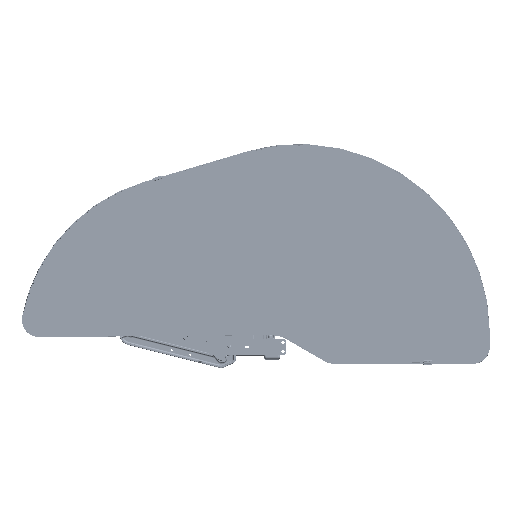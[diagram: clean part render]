
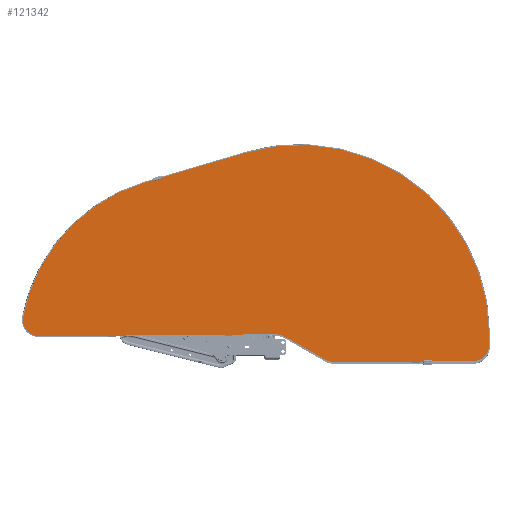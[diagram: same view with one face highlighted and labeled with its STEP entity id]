
A CAD part, top view. The second image highlights one B-rep face of the part: STEP entity #121342.
In plain terms, the highlighted face is planar.
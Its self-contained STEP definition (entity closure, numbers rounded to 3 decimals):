
#1858 = CIRCLE ( 'NONE', #78907, 45. ) ;
#2806 = AXIS2_PLACEMENT_3D ( 'NONE', #40955, #130034, #4273 ) ;
#3457 = ORIENTED_EDGE ( 'NONE', *, *, #163203, .F. ) ;
#3845 = ORIENTED_EDGE ( 'NONE', *, *, #28917, .F. ) ;
#4273 = DIRECTION ( 'NONE',  ( 0., 1., 0. ) ) ;
#6029 = CARTESIAN_POINT ( 'NONE',  ( 452.369, 183.924, -16. ) ) ;
#6163 = ORIENTED_EDGE ( 'NONE', *, *, #31563, .F. ) ;
#6414 = CARTESIAN_POINT ( 'NONE',  ( 694.95, 183.924, -16. ) ) ;
#6506 = LINE ( 'NONE', #102221, #22488 ) ;
#10511 = EDGE_CURVE ( 'NONE', #118412, #65677, #158490, .T. ) ;
#11446 = CARTESIAN_POINT ( 'NONE',  ( 723.95, 154.924, -16. ) ) ;
#13599 = ORIENTED_EDGE ( 'NONE', *, *, #73808, .F. ) ;
#13666 = VERTEX_POINT ( 'NONE', #116043 ) ;
#18737 = CARTESIAN_POINT ( 'NONE',  ( -106.32, 98.282, -16. ) ) ;
#22488 = VECTOR ( 'NONE', #50936, 1000. ) ;
#22747 = DIRECTION ( 'NONE',  ( 0., 0., 1. ) ) ;
#22941 = CARTESIAN_POINT ( 'NONE',  ( 308.347, 132.424, -16. ) ) ;
#23108 = ORIENTED_EDGE ( 'NONE', *, *, #128875, .F. ) ;
#24043 = CARTESIAN_POINT ( 'NONE',  ( -77.874, 103.924, -16. ) ) ;
#25372 = VECTOR ( 'NONE', #110353, 1000. ) ;
#28917 = EDGE_CURVE ( 'NONE', #163882, #81382, #159676, .T. ) ;
#30229 = VECTOR ( 'NONE', #100868, 1000. ) ;
#30734 = EDGE_LOOP ( 'NONE', ( #3457, #46059, #54924, #6163, #156607, #82698, #107077, #119420, #3845, #13599, #23108 ) ) ;
#31563 = EDGE_CURVE ( 'NONE', #94207, #56361, #1858, .T. ) ;
#34231 = CIRCLE ( 'NONE', #98755, 310. ) ;
#40673 = DIRECTION ( 'NONE',  ( 0., 1., 0. ) ) ;
#40955 = CARTESIAN_POINT ( 'NONE',  ( 340.292, 177.924, -16. ) ) ;
#44345 = CARTESIAN_POINT ( 'NONE',  ( 723.95, 133.579, -16. ) ) ;
#44611 = CIRCLE ( 'NONE', #163548, 29. ) ;
#45792 = CIRCLE ( 'NONE', #72037, 29. ) ;
#46059 = ORIENTED_EDGE ( 'NONE', *, *, #117658, .F. ) ;
#47245 = LINE ( 'NONE', #110891, #25372 ) ;
#49893 = CARTESIAN_POINT ( 'NONE',  ( 112.545, -139.469, -16. ) ) ;
#50936 = DIRECTION ( 'NONE',  ( -1., 0., 0. ) ) ;
#54322 = DIRECTION ( 'NONE',  ( 1., 0., 0. ) ) ;
#54583 = VERTEX_POINT ( 'NONE', #18737 ) ;
#54924 = ORIENTED_EDGE ( 'NONE', *, *, #164778, .F. ) ;
#56361 = VERTEX_POINT ( 'NONE', #64148 ) ;
#58801 = CARTESIAN_POINT ( 'NONE',  ( 386.198, 133.579, -16. ) ) ;
#60502 = DIRECTION ( 'NONE',  ( 0., 0., 1. ) ) ;
#62757 = AXIS2_PLACEMENT_3D ( 'NONE', #22941, #151424, #138075 ) ;
#64148 = CARTESIAN_POINT ( 'NONE',  ( 429.775, 177.841, -16. ) ) ;
#65298 = DIRECTION ( 'NONE',  ( 0., 1., 0. ) ) ;
#65677 = VERTEX_POINT ( 'NONE', #11446 ) ;
#66578 = DIRECTION ( 'NONE',  ( 0., 0., 1. ) ) ;
#67822 = VECTOR ( 'NONE', #88349, 1000. ) ;
#71811 = LINE ( 'NONE', #126249, #67822 ) ;
#72037 = AXIS2_PLACEMENT_3D ( 'NONE', #142747, #66578, #54322 ) ;
#72791 = FACE_OUTER_BOUND ( 'NONE', #30734, .T. ) ;
#73022 = PLANE ( 'NONE',  #62757 ) ;
#73808 = EDGE_CURVE ( 'NONE', #54583, #163882, #34231, .T. ) ;
#78907 = AXIS2_PLACEMENT_3D ( 'NONE', #117501, #105259, #40673 ) ;
#81382 = VERTEX_POINT ( 'NONE', #93788 ) ;
#82698 = ORIENTED_EDGE ( 'NONE', *, *, #117678, .F. ) ;
#86631 = AXIS2_PLACEMENT_3D ( 'NONE', #58801, #60502, #149444 ) ;
#88349 = DIRECTION ( 'NONE',  ( -0.865, -0.502, 0. ) ) ;
#88410 = CARTESIAN_POINT ( 'NONE',  ( -77.874, 132.924, -16. ) ) ;
#90894 = VERTEX_POINT ( 'NONE', #116657 ) ;
#93788 = CARTESIAN_POINT ( 'NONE',  ( 293.357, -191.162, -16. ) ) ;
#94207 = VERTEX_POINT ( 'NONE', #6029 ) ;
#94556 = CIRCLE ( 'NONE', #86631, 337.752 ) ;
#98755 = AXIS2_PLACEMENT_3D ( 'NONE', #112365, #22747, #124574 ) ;
#99803 = DIRECTION ( 'NONE',  ( 0., 1., 0. ) ) ;
#100868 = DIRECTION ( 'NONE',  ( 0.961, -0.275, 0. ) ) ;
#101596 = CIRCLE ( 'NONE', #2806, 45. ) ;
#102221 = CARTESIAN_POINT ( 'NONE',  ( 340.292, 132.924, -16. ) ) ;
#105259 = DIRECTION ( 'NONE',  ( 0., 0., 1. ) ) ;
#107077 = ORIENTED_EDGE ( 'NONE', *, *, #10511, .F. ) ;
#110353 = DIRECTION ( 'NONE',  ( -1., 0., 0. ) ) ;
#110891 = CARTESIAN_POINT ( 'NONE',  ( 694.95, 183.924, -16. ) ) ;
#112365 = CARTESIAN_POINT ( 'NONE',  ( 197.758, 158.589, -16. ) ) ;
#116043 = CARTESIAN_POINT ( 'NONE',  ( 362.886, 139.007, -16. ) ) ;
#116657 = CARTESIAN_POINT ( 'NONE',  ( 340.292, 132.924, -16. ) ) ;
#116707 = VERTEX_POINT ( 'NONE', #6414 ) ;
#117501 = CARTESIAN_POINT ( 'NONE',  ( 452.369, 138.924, -16. ) ) ;
#117658 = EDGE_CURVE ( 'NONE', #13666, #90894, #101596, .T. ) ;
#117678 = EDGE_CURVE ( 'NONE', #65677, #116707, #45792, .T. ) ;
#118412 = VERTEX_POINT ( 'NONE', #44345 ) ;
#119420 = ORIENTED_EDGE ( 'NONE', *, *, #159816, .F. ) ;
#119507 = EDGE_CURVE ( 'NONE', #116707, #94207, #47245, .T. ) ;
#121342 = ADVANCED_FACE ( 'NONE', ( #72791 ), #73022, .F. ) ;
#124574 = DIRECTION ( 'NONE',  ( -0.981, -0.195, 0. ) ) ;
#126249 = CARTESIAN_POINT ( 'NONE',  ( 429.775, 177.841, -16. ) ) ;
#126424 = CARTESIAN_POINT ( 'NONE',  ( 112.545, -139.469, -16. ) ) ;
#128875 = EDGE_CURVE ( 'NONE', #130985, #54583, #44611, .T. ) ;
#130034 = DIRECTION ( 'NONE',  ( 0., 0., -1. ) ) ;
#130900 = CARTESIAN_POINT ( 'NONE',  ( 723.95, 133.579, -16. ) ) ;
#130985 = VERTEX_POINT ( 'NONE', #88410 ) ;
#138075 = DIRECTION ( 'NONE',  ( 1., 0., 0. ) ) ;
#142747 = CARTESIAN_POINT ( 'NONE',  ( 694.95, 154.924, -16. ) ) ;
#146509 = VECTOR ( 'NONE', #65298, 1000. ) ;
#149444 = DIRECTION ( 'NONE',  ( -0.275, -0.961, 0. ) ) ;
#151424 = DIRECTION ( 'NONE',  ( 0., 0., 1. ) ) ;
#156607 = ORIENTED_EDGE ( 'NONE', *, *, #119507, .F. ) ;
#158490 = LINE ( 'NONE', #130900, #146509 ) ;
#159676 = LINE ( 'NONE', #126424, #30229 ) ;
#159816 = EDGE_CURVE ( 'NONE', #81382, #118412, #94556, .T. ) ;
#163203 = EDGE_CURVE ( 'NONE', #90894, #130985, #6506, .T. ) ;
#163548 = AXIS2_PLACEMENT_3D ( 'NONE', #24043, #163645, #99803 ) ;
#163645 = DIRECTION ( 'NONE',  ( 0., 0., 1. ) ) ;
#163882 = VERTEX_POINT ( 'NONE', #49893 ) ;
#164778 = EDGE_CURVE ( 'NONE', #56361, #13666, #71811, .T. ) ;
